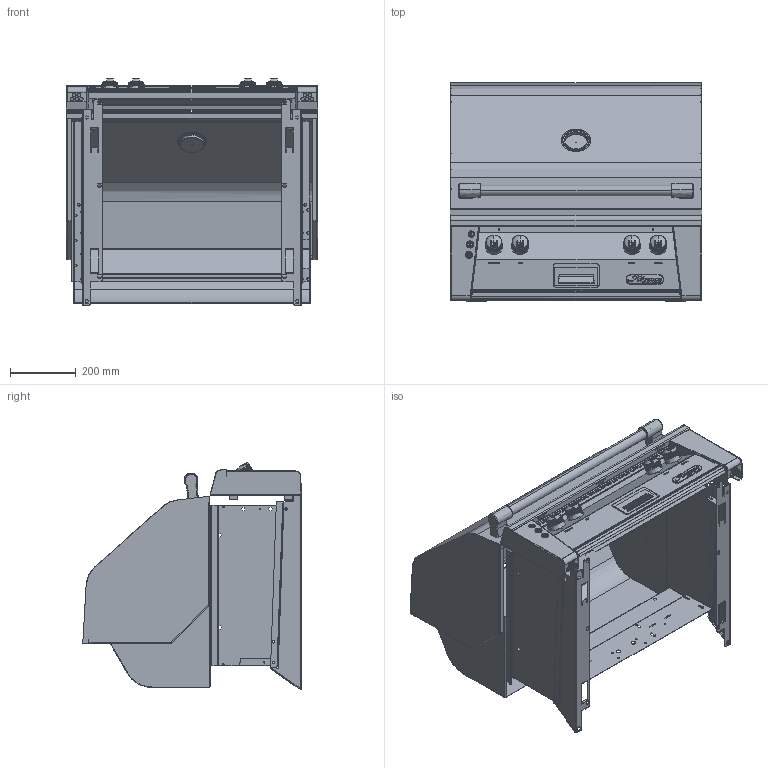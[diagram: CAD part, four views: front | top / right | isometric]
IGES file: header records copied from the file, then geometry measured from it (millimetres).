
Start section: SolidWorks IGES file using analytic representation for surfaces
Global section: file name: ALXE-30 (A).IGS; native system: SolidWorks 2017; preprocessor: SolidWorks 2017; author: jorge; date: 181004.133637; units: inch
Bounding box: 762 x 662.05 x 689.38 mm (x, y, z)
Surface area: 3443738.2 mm2 (no closed solid volume)
Topology: 0 solids, 0 shells, 1088 faces, 19571 edges, 19562 vertices
Faces by surface type: revolution 569, bspline 519
